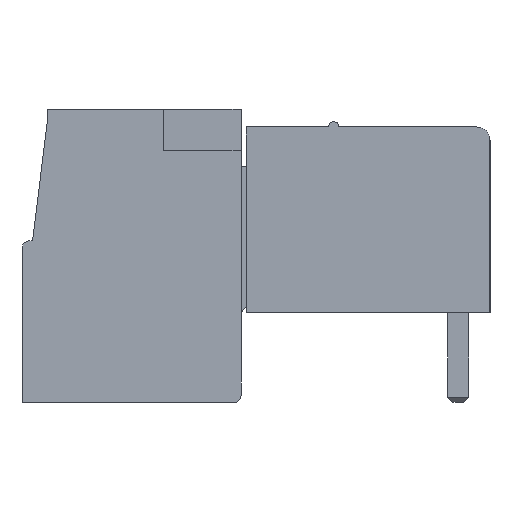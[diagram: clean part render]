
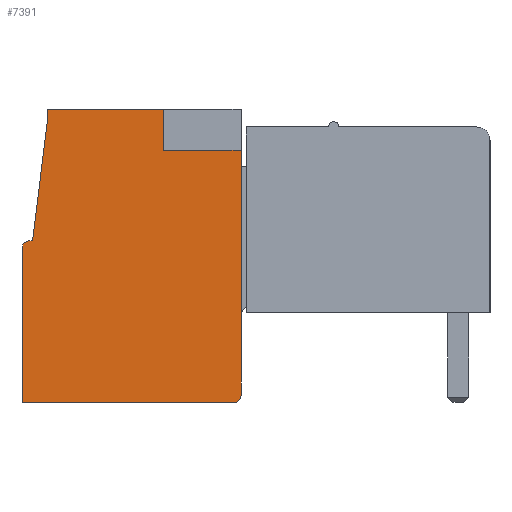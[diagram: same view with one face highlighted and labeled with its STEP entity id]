
A CAD part, left-side view. The second image highlights one B-rep face of the part: STEP entity #7391.
In plain terms, the highlighted planar face has unit normal (-1, 0, 0).
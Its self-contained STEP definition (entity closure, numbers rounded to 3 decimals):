
#77 = VERTEX_POINT ( 'NONE', #1052 ) ;
#164 = LINE ( 'NONE', #6009, #7642 ) ;
#328 = EDGE_CURVE ( 'NONE', #10450, #9763, #4782, .T. ) ;
#399 = DIRECTION ( 'NONE',  ( 0., 0., 1. ) ) ;
#528 = AXIS2_PLACEMENT_3D ( 'NONE', #2992, #7107, #1397 ) ;
#579 = EDGE_CURVE ( 'NONE', #5004, #2529, #7636, .T. ) ;
#815 = DIRECTION ( 'NONE',  ( 0., 1., 0. ) ) ;
#897 = CARTESIAN_POINT ( 'NONE',  ( -2.54, 8.93, -3.13 ) ) ;
#960 = CARTESIAN_POINT ( 'NONE',  ( -2.54, 11.85, 7.67 ) ) ;
#997 = ORIENTED_EDGE ( 'NONE', *, *, #5450, .F. ) ;
#1052 = CARTESIAN_POINT ( 'NONE',  ( -2.54, 16.25, 7.17 ) ) ;
#1099 = DIRECTION ( 'NONE',  ( 1., 0., 0. ) ) ;
#1206 = FACE_OUTER_BOUND ( 'NONE', #3041, .T. ) ;
#1245 = ORIENTED_EDGE ( 'NONE', *, *, #328, .F. ) ;
#1397 = DIRECTION ( 'NONE',  ( 0., -1., 0. ) ) ;
#1573 = DIRECTION ( 'NONE',  ( 1., 0., 0. ) ) ;
#1579 = LINE ( 'NONE', #3895, #5968 ) ;
#1615 = VERTEX_POINT ( 'NONE', #6524 ) ;
#2049 = CARTESIAN_POINT ( 'NONE',  ( -2.54, 11.85, 6.12 ) ) ;
#2251 = CARTESIAN_POINT ( 'NONE',  ( -2.54, 9.018, -3.342 ) ) ;
#2319 = CARTESIAN_POINT ( 'NONE',  ( -2.54, 17.2, -3.43 ) ) ;
#2338 = VERTEX_POINT ( 'NONE', #6497 ) ;
#2520 = EDGE_CURVE ( 'NONE', #8786, #8643, #10709, .T. ) ;
#2529 = VERTEX_POINT ( 'NONE', #10756 ) ;
#2797 = EDGE_CURVE ( 'NONE', #8312, #2338, #6108, .T. ) ;
#2985 = VECTOR ( 'NONE', #3087, 1000. ) ;
#2992 = CARTESIAN_POINT ( 'NONE',  ( -2.54, 9.23, -3.13 ) ) ;
#3041 = EDGE_LOOP ( 'NONE', ( #8975, #997, #6734, #9165, #7216, #7195, #8683, #5089, #1245, #10757, #6139, #7063, #4542 ) ) ;
#3087 = DIRECTION ( 'NONE',  ( 0., 0., 1. ) ) ;
#3190 = VECTOR ( 'NONE', #8243, 1000. ) ;
#3198 = VECTOR ( 'NONE', #4934, 1000. ) ;
#3402 = EDGE_CURVE ( 'NONE', #5761, #1615, #5701, .T. ) ;
#3754 = DIRECTION ( 'NONE',  ( 0., 0., -1. ) ) ;
#3895 = CARTESIAN_POINT ( 'NONE',  ( -2.54, 16.25, 7.17 ) ) ;
#4004 = CIRCLE ( 'NONE', #8363, 0.3 ) ;
#4007 = VECTOR ( 'NONE', #8555, 1000. ) ;
#4184 = CARTESIAN_POINT ( 'NONE',  ( -2.54, 11.85, 6.12 ) ) ;
#4187 = CARTESIAN_POINT ( 'NONE',  ( -2.54, 8.93, 6.12 ) ) ;
#4194 = CARTESIAN_POINT ( 'NONE',  ( -2.54, 17.2, 2.4 ) ) ;
#4335 = VECTOR ( 'NONE', #3754, 1000. ) ;
#4542 = ORIENTED_EDGE ( 'NONE', *, *, #4683, .F. ) ;
#4549 = EDGE_CURVE ( 'NONE', #1615, #77, #10056, .T. ) ;
#4617 = CARTESIAN_POINT ( 'NONE',  ( -2.54, 13.045, 1.901 ) ) ;
#4683 = EDGE_CURVE ( 'NONE', #2529, #5761, #6025, .T. ) ;
#4782 = LINE ( 'NONE', #5689, #3198 ) ;
#4934 = DIRECTION ( 'NONE',  ( 0., -1., 0. ) ) ;
#5004 = VERTEX_POINT ( 'NONE', #4194 ) ;
#5089 = ORIENTED_EDGE ( 'NONE', *, *, #8188, .F. ) ;
#5269 = AXIS2_PLACEMENT_3D ( 'NONE', #4617, #1099, #399 ) ;
#5362 = DIRECTION ( 'NONE',  ( 0., 1., 0. ) ) ;
#5450 = EDGE_CURVE ( 'NONE', #6317, #5004, #9829, .T. ) ;
#5522 = DIRECTION ( 'NONE',  ( 1., 0., 0. ) ) ;
#5669 = AXIS2_PLACEMENT_3D ( 'NONE', #9028, #1573, #815 ) ;
#5689 = CARTESIAN_POINT ( 'NONE',  ( -2.54, 16.25, 7.67 ) ) ;
#5701 = LINE ( 'NONE', #10644, #6837 ) ;
#5761 = VERTEX_POINT ( 'NONE', #9653 ) ;
#5862 = CARTESIAN_POINT ( 'NONE',  ( -2.54, 9.23, -3.43 ) ) ;
#5968 = VECTOR ( 'NONE', #8268, 1000. ) ;
#6009 = CARTESIAN_POINT ( 'NONE',  ( -2.54, 8.93, 6.12 ) ) ;
#6025 = CIRCLE ( 'NONE', #5669, 0.3 ) ;
#6108 = CIRCLE ( 'NONE', #528, 0.3 ) ;
#6139 = ORIENTED_EDGE ( 'NONE', *, *, #4549, .F. ) ;
#6234 = AXIS2_PLACEMENT_3D ( 'NONE', #7948, #9640, #5362 ) ;
#6317 = VERTEX_POINT ( 'NONE', #9454 ) ;
#6497 = CARTESIAN_POINT ( 'NONE',  ( -2.54, 9.23, -3.43 ) ) ;
#6524 = CARTESIAN_POINT ( 'NONE',  ( -2.54, 16.8, 2.7 ) ) ;
#6734 = ORIENTED_EDGE ( 'NONE', *, *, #8991, .F. ) ;
#6837 = VECTOR ( 'NONE', #9050, 1000. ) ;
#7063 = ORIENTED_EDGE ( 'NONE', *, *, #3402, .F. ) ;
#7107 = DIRECTION ( 'NONE',  ( 1., 0., 0. ) ) ;
#7195 = ORIENTED_EDGE ( 'NONE', *, *, #9331, .F. ) ;
#7216 = ORIENTED_EDGE ( 'NONE', *, *, #8534, .F. ) ;
#7290 = CARTESIAN_POINT ( 'NONE',  ( -2.54, 16.25, 7.67 ) ) ;
#7391 = ADVANCED_FACE ( 'NONE', ( #1206 ), #8606, .F. ) ;
#7507 = EDGE_CURVE ( 'NONE', #77, #10450, #1579, .T. ) ;
#7592 = CARTESIAN_POINT ( 'NONE',  ( -2.54, 16.8, 2.7 ) ) ;
#7636 = CIRCLE ( 'NONE', #6234, 0.3 ) ;
#7642 = VECTOR ( 'NONE', #8430, 1000. ) ;
#7913 = LINE ( 'NONE', #9760, #4335 ) ;
#7948 = CARTESIAN_POINT ( 'NONE',  ( -2.54, 16.9, 2.4 ) ) ;
#8188 = EDGE_CURVE ( 'NONE', #9763, #8786, #7913, .T. ) ;
#8243 = DIRECTION ( 'NONE',  ( 0., -1., 0. ) ) ;
#8268 = DIRECTION ( 'NONE',  ( 0., 0., 1. ) ) ;
#8312 = VERTEX_POINT ( 'NONE', #2251 ) ;
#8363 = AXIS2_PLACEMENT_3D ( 'NONE', #9638, #5522, #8869 ) ;
#8430 = DIRECTION ( 'NONE',  ( 0., 0., -1. ) ) ;
#8453 = LINE ( 'NONE', #5862, #4007 ) ;
#8534 = EDGE_CURVE ( 'NONE', #10225, #8312, #4004, .T. ) ;
#8555 = DIRECTION ( 'NONE',  ( 0., 1., 0. ) ) ;
#8606 = PLANE ( 'NONE',  #5269 ) ;
#8643 = VERTEX_POINT ( 'NONE', #4187 ) ;
#8683 = ORIENTED_EDGE ( 'NONE', *, *, #2520, .F. ) ;
#8786 = VERTEX_POINT ( 'NONE', #2049 ) ;
#8869 = DIRECTION ( 'NONE',  ( 0., -1., 0. ) ) ;
#8975 = ORIENTED_EDGE ( 'NONE', *, *, #579, .F. ) ;
#8991 = EDGE_CURVE ( 'NONE', #2338, #6317, #8453, .T. ) ;
#9028 = CARTESIAN_POINT ( 'NONE',  ( -2.54, 16.9, 2.4 ) ) ;
#9050 = DIRECTION ( 'NONE',  ( 0., -1., 0. ) ) ;
#9165 = ORIENTED_EDGE ( 'NONE', *, *, #2797, .F. ) ;
#9331 = EDGE_CURVE ( 'NONE', #8643, #10225, #164, .T. ) ;
#9383 = VECTOR ( 'NONE', #9905, 1000. ) ;
#9454 = CARTESIAN_POINT ( 'NONE',  ( -2.54, 17.2, -3.43 ) ) ;
#9638 = CARTESIAN_POINT ( 'NONE',  ( -2.54, 9.23, -3.13 ) ) ;
#9640 = DIRECTION ( 'NONE',  ( 1., 0., 0. ) ) ;
#9653 = CARTESIAN_POINT ( 'NONE',  ( -2.54, 16.9, 2.7 ) ) ;
#9760 = CARTESIAN_POINT ( 'NONE',  ( -2.54, 11.85, 7.67 ) ) ;
#9763 = VERTEX_POINT ( 'NONE', #960 ) ;
#9829 = LINE ( 'NONE', #2319, #2985 ) ;
#9905 = DIRECTION ( 'NONE',  ( 0., -0.122, 0.993 ) ) ;
#10056 = LINE ( 'NONE', #7592, #9383 ) ;
#10225 = VERTEX_POINT ( 'NONE', #897 ) ;
#10450 = VERTEX_POINT ( 'NONE', #7290 ) ;
#10644 = CARTESIAN_POINT ( 'NONE',  ( -2.54, 16.9, 2.7 ) ) ;
#10709 = LINE ( 'NONE', #4184, #3190 ) ;
#10756 = CARTESIAN_POINT ( 'NONE',  ( -2.54, 17.112, 2.612 ) ) ;
#10757 = ORIENTED_EDGE ( 'NONE', *, *, #7507, .F. ) ;
